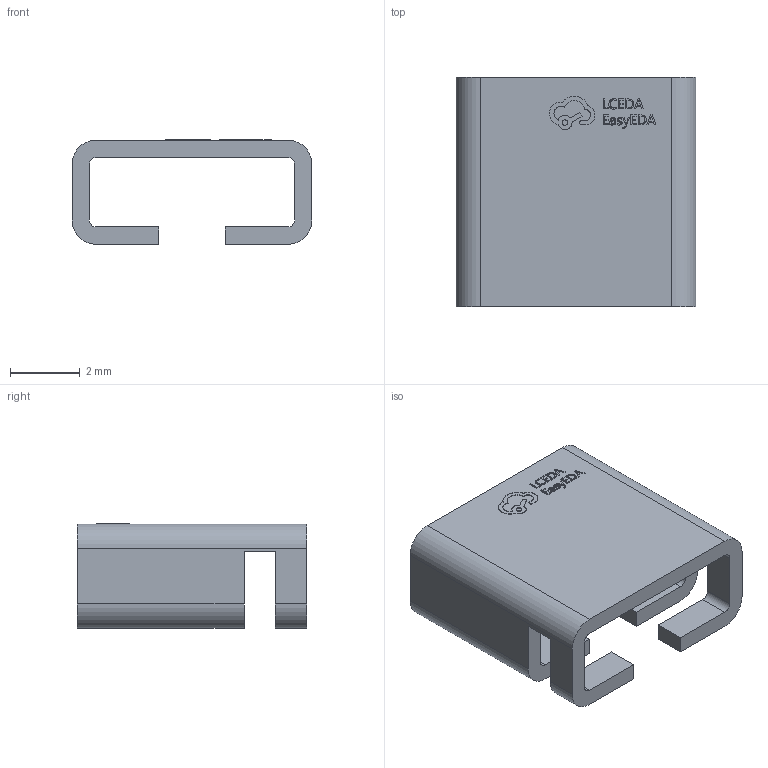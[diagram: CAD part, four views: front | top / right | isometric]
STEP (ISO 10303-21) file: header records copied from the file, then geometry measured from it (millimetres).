
FILE_DESCRIPTION (( 'STEP AP214' ), '1' );
FILE_NAME ('RES-SMD_4P-L6.9-W6.6_SBB-K-2F-N-T5.STEP', '2022-09-11T01:05:04', ( 'Sky123.Org' ), ( 'Sky123.Org' ), 'SwSTEP 2.0', 'SolidWorks 2017', '' );
FILE_SCHEMA (( 'AUTOMOTIVE_DESIGN' ));
Length unit declared in the file: millimetre
Products named in the file (1): RES-SMD_4P-L6.9-W6.6_SBB-K-2F-N-T5
Bounding box: 6.9 x 6.6 x 3.01 mm (x, y, z)
Volume: 46.3 mm3; surface area: 215.2 mm2
Topology: 1 solids, 1 shells, 262 faces, 723 edges, 482 vertices
Faces by surface type: plane 152, bspline 98, cylinder 12
Entity records: 11723 total; most frequent: CARTESIAN_POINT 2778, ORIENTED_EDGE 1446, DIRECTION 877, EDGE_CURVE 723, LINE 499, VECTOR 499, VERTEX_POINT 482, EDGE_LOOP 281
